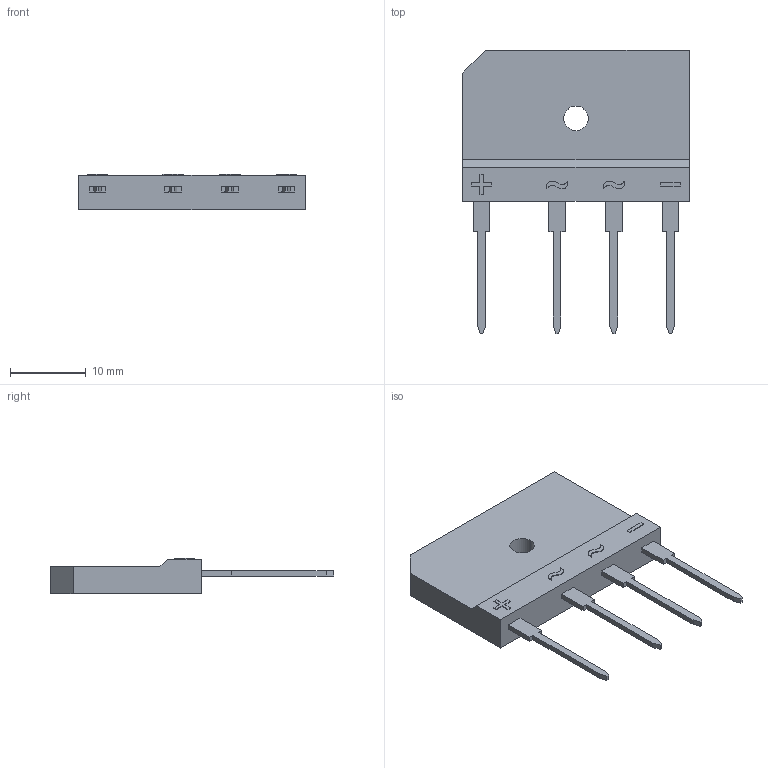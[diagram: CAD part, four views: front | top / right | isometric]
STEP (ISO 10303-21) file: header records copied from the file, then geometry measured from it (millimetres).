
FILE_DESCRIPTION (( 'STEP AP214' ), '1' );
FILE_NAME ('GBJ.STP', '2019-06-11T11:23:56', ( '' ), ( '' ), 'SwSTEP 2.0', 'SolidWorks 2015', '' );
FILE_SCHEMA (( 'AUTOMOTIVE_DESIGN' ));
Length unit declared in the file: millimetre
Products named in the file (1): GBJ
Bounding box: 30 x 37.5 x 4.7 mm (x, y, z)
Volume: 2326.1 mm3; surface area: 1892.7 mm2
Topology: 1 solids, 1 shells, 93 faces, 249 edges, 166 vertices
Faces by surface type: plane 77, bspline 14, cylinder 2
Entity records: 4528 total; most frequent: CARTESIAN_POINT 1227, ORIENTED_EDGE 498, DIRECTION 385, EDGE_CURVE 249, VECTOR 217, LINE 217, VERTEX_POINT 166, EDGE_LOOP 103
